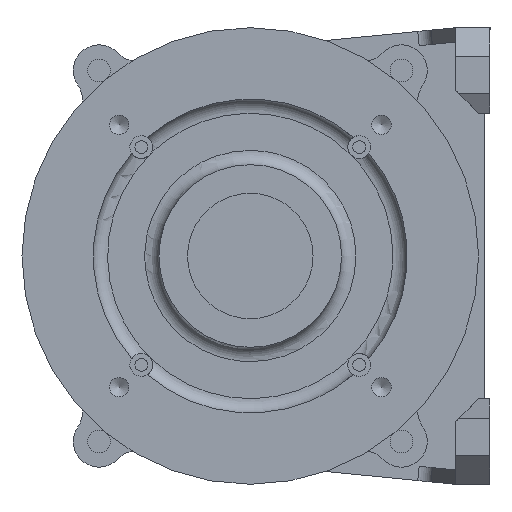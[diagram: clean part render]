
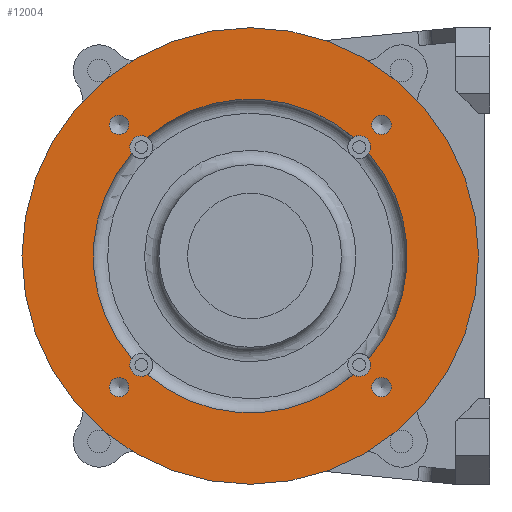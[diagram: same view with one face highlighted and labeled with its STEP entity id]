
A CAD part, left-side view. The second image highlights one B-rep face of the part: STEP entity #12004.
In plain terms, the highlighted planar face has unit normal (-1, 0, 0).
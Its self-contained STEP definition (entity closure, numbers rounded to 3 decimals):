
#155 = AXIS2_PLACEMENT_3D ( 'NONE', #19948, #2360, #9542 ) ;
#248 = AXIS2_PLACEMENT_3D ( 'NONE', #19329, #3469, #17605 ) ;
#359 = ORIENTED_EDGE ( 'NONE', *, *, #16984, .T. ) ;
#591 = AXIS2_PLACEMENT_3D ( 'NONE', #8983, #4113, #5741 ) ;
#702 = VERTEX_POINT ( 'NONE', #3056 ) ;
#810 = CARTESIAN_POINT ( 'NONE',  ( 0., 45.962, -45.962 ) ) ;
#1183 = AXIS2_PLACEMENT_3D ( 'NONE', #21256, #17908, #14523 ) ;
#1218 = CIRCLE ( 'NONE', #6035, 4. ) ;
#1322 = CARTESIAN_POINT ( 'NONE',  ( 0., -36.031, -41.555 ) ) ;
#1452 = CARTESIAN_POINT ( 'NONE',  ( 0., -45.962, 45.962 ) ) ;
#2208 = DIRECTION ( 'NONE',  ( 1., 0., 0. ) ) ;
#2360 = DIRECTION ( 'NONE',  ( -1., 0., 0. ) ) ;
#2410 = CARTESIAN_POINT ( 'NONE',  ( 0., 0., 0. ) ) ;
#2607 = ORIENTED_EDGE ( 'NONE', *, *, #4203, .F. ) ;
#2940 = VERTEX_POINT ( 'NONE', #11845 ) ;
#3056 = CARTESIAN_POINT ( 'NONE',  ( 0., -41.555, -36.031 ) ) ;
#3105 = DIRECTION ( 'NONE',  ( -1., 0., 0. ) ) ;
#3469 = DIRECTION ( 'NONE',  ( 1., 0., 0. ) ) ;
#3518 = CIRCLE ( 'NONE', #21618, 55. ) ;
#3526 = EDGE_CURVE ( 'NONE', #15514, #21526, #13129, .T. ) ;
#3549 = EDGE_CURVE ( 'NONE', #702, #17177, #3518, .T. ) ;
#3644 = FACE_BOUND ( 'NONE', #7140, .T. ) ;
#3653 = DIRECTION ( 'NONE',  ( 0., 0., 1. ) ) ;
#3759 = FACE_BOUND ( 'NONE', #11619, .T. ) ;
#3768 = CARTESIAN_POINT ( 'NONE',  ( 0., -38.184, 38.184 ) ) ;
#3871 = ORIENTED_EDGE ( 'NONE', *, *, #17859, .T. ) ;
#4113 = DIRECTION ( 'NONE',  ( -1., 0., 0. ) ) ;
#4203 = EDGE_CURVE ( 'NONE', #6867, #6867, #9365, .T. ) ;
#4204 = EDGE_LOOP ( 'NONE', ( #12695 ) ) ;
#4271 = EDGE_CURVE ( 'NONE', #10692, #10692, #10854, .T. ) ;
#4898 = CARTESIAN_POINT ( 'NONE',  ( 0., -45.962, 49.362 ) ) ;
#5020 = AXIS2_PLACEMENT_3D ( 'NONE', #20936, #21042, #17566 ) ;
#5282 = ORIENTED_EDGE ( 'NONE', *, *, #3549, .F. ) ;
#5344 = CARTESIAN_POINT ( 'NONE',  ( 0., 38.184, -38.184 ) ) ;
#5365 = CARTESIAN_POINT ( 'NONE',  ( 0., 45.962, -42.562 ) ) ;
#5507 = DIRECTION ( 'NONE',  ( 0., 0., -1. ) ) ;
#5741 = DIRECTION ( 'NONE',  ( 0., 0., -1. ) ) ;
#5745 = DIRECTION ( 'NONE',  ( 1., 0., 0. ) ) ;
#5747 = CIRCLE ( 'NONE', #248, 4. ) ;
#5893 = DIRECTION ( 'NONE',  ( -1., 0., 0. ) ) ;
#6035 = AXIS2_PLACEMENT_3D ( 'NONE', #3768, #5745, #3653 ) ;
#6097 = ORIENTED_EDGE ( 'NONE', *, *, #7529, .T. ) ;
#6341 = EDGE_CURVE ( 'NONE', #19030, #19030, #17888, .T. ) ;
#6582 = VERTEX_POINT ( 'NONE', #7584 ) ;
#6725 = AXIS2_PLACEMENT_3D ( 'NONE', #9624, #15179, #18655 ) ;
#6807 = ORIENTED_EDGE ( 'NONE', *, *, #4271, .F. ) ;
#6867 = VERTEX_POINT ( 'NONE', #4898 ) ;
#6977 = CARTESIAN_POINT ( 'NONE',  ( 0., 0., -80. ) ) ;
#7140 = EDGE_LOOP ( 'NONE', ( #2607 ) ) ;
#7486 = EDGE_CURVE ( 'NONE', #12193, #12193, #12410, .T. ) ;
#7529 = EDGE_CURVE ( 'NONE', #6582, #17177, #1218, .T. ) ;
#7584 = CARTESIAN_POINT ( 'NONE',  ( 0., -36.031, 41.555 ) ) ;
#8656 = EDGE_CURVE ( 'NONE', #702, #21977, #5747, .T. ) ;
#8886 = VERTEX_POINT ( 'NONE', #18250 ) ;
#8983 = CARTESIAN_POINT ( 'NONE',  ( 0., 0., 0. ) ) ;
#8992 = AXIS2_PLACEMENT_3D ( 'NONE', #5344, #2208, #17963 ) ;
#9324 = CARTESIAN_POINT ( 'NONE',  ( 0., 0., 0. ) ) ;
#9365 = CIRCLE ( 'NONE', #17125, 3.4 ) ;
#9542 = DIRECTION ( 'NONE',  ( 0., 0., 1. ) ) ;
#9624 = CARTESIAN_POINT ( 'NONE',  ( 0., 0., 0. ) ) ;
#10268 = CARTESIAN_POINT ( 'NONE',  ( 0., -41.555, 36.031 ) ) ;
#10277 = ORIENTED_EDGE ( 'NONE', *, *, #3526, .F. ) ;
#10489 = DIRECTION ( 'NONE',  ( -1., 0., 0. ) ) ;
#10692 = VERTEX_POINT ( 'NONE', #14152 ) ;
#10725 = FACE_BOUND ( 'NONE', #13768, .T. ) ;
#10839 = FACE_BOUND ( 'NONE', #16544, .T. ) ;
#10854 = CIRCLE ( 'NONE', #22667, 3.4 ) ;
#11542 = CIRCLE ( 'NONE', #6725, 55. ) ;
#11561 = CARTESIAN_POINT ( 'NONE',  ( 0., 38.184, 38.184 ) ) ;
#11619 = EDGE_LOOP ( 'NONE', ( #359, #15760, #6097, #5282, #16725, #19481, #3871, #10277 ) ) ;
#11845 = CARTESIAN_POINT ( 'NONE',  ( 0., 36.031, 41.555 ) ) ;
#12004 = ADVANCED_FACE ( 'NONE', ( #17784, #10839, #19410, #3759, #3644, #10725 ), #18018, .F. ) ;
#12193 = VERTEX_POINT ( 'NONE', #6977 ) ;
#12284 = CARTESIAN_POINT ( 'NONE',  ( 0., 41.555, 36.031 ) ) ;
#12410 = CIRCLE ( 'NONE', #5020, 80. ) ;
#12695 = ORIENTED_EDGE ( 'NONE', *, *, #7486, .F. ) ;
#12920 = EDGE_CURVE ( 'NONE', #6582, #2940, #11542, .T. ) ;
#13129 = CIRCLE ( 'NONE', #591, 55. ) ;
#13190 = DIRECTION ( 'NONE',  ( 0., 0., -1. ) ) ;
#13298 = EDGE_CURVE ( 'NONE', #8886, #21977, #14136, .T. ) ;
#13768 = EDGE_LOOP ( 'NONE', ( #15577 ) ) ;
#13805 = CIRCLE ( 'NONE', #155, 3.4 ) ;
#14052 = CARTESIAN_POINT ( 'NONE',  ( 0., 41.555, -36.031 ) ) ;
#14136 = CIRCLE ( 'NONE', #22240, 55. ) ;
#14152 = CARTESIAN_POINT ( 'NONE',  ( 0., 45.962, 49.362 ) ) ;
#14179 = DIRECTION ( 'NONE',  ( 0., 0., 1. ) ) ;
#14523 = DIRECTION ( 'NONE',  ( 0., 0., -1. ) ) ;
#14896 = DIRECTION ( 'NONE',  ( -1., 0., 0. ) ) ;
#15179 = DIRECTION ( 'NONE',  ( -1., 0., 0. ) ) ;
#15512 = CARTESIAN_POINT ( 'NONE',  ( 0., 45.962, 45.962 ) ) ;
#15514 = VERTEX_POINT ( 'NONE', #12284 ) ;
#15577 = ORIENTED_EDGE ( 'NONE', *, *, #6341, .F. ) ;
#15596 = DIRECTION ( 'NONE',  ( 0., 0., 1. ) ) ;
#15627 = CIRCLE ( 'NONE', #15983, 4. ) ;
#15678 = AXIS2_PLACEMENT_3D ( 'NONE', #810, #14896, #15596 ) ;
#15760 = ORIENTED_EDGE ( 'NONE', *, *, #12920, .F. ) ;
#15983 = AXIS2_PLACEMENT_3D ( 'NONE', #11561, #20821, #20593 ) ;
#16544 = EDGE_LOOP ( 'NONE', ( #6807 ) ) ;
#16725 = ORIENTED_EDGE ( 'NONE', *, *, #8656, .T. ) ;
#16984 = EDGE_CURVE ( 'NONE', #15514, #2940, #15627, .T. ) ;
#17125 = AXIS2_PLACEMENT_3D ( 'NONE', #1452, #10489, #14179 ) ;
#17177 = VERTEX_POINT ( 'NONE', #10268 ) ;
#17566 = DIRECTION ( 'NONE',  ( 0., 0., -1. ) ) ;
#17605 = DIRECTION ( 'NONE',  ( 0., 0., 1. ) ) ;
#17784 = FACE_BOUND ( 'NONE', #22018, .T. ) ;
#17787 = DIRECTION ( 'NONE',  ( -1., 0., 0. ) ) ;
#17859 = EDGE_CURVE ( 'NONE', #8886, #21526, #18595, .T. ) ;
#17888 = CIRCLE ( 'NONE', #15678, 3.4 ) ;
#17908 = DIRECTION ( 'NONE',  ( 1., 0., 0. ) ) ;
#17963 = DIRECTION ( 'NONE',  ( 0., 0., 1. ) ) ;
#18018 = PLANE ( 'NONE',  #1183 ) ;
#18250 = CARTESIAN_POINT ( 'NONE',  ( 0., 36.031, -41.555 ) ) ;
#18595 = CIRCLE ( 'NONE', #8992, 4. ) ;
#18655 = DIRECTION ( 'NONE',  ( 0., 0., -1. ) ) ;
#19030 = VERTEX_POINT ( 'NONE', #5365 ) ;
#19329 = CARTESIAN_POINT ( 'NONE',  ( 0., -38.184, -38.184 ) ) ;
#19403 = ORIENTED_EDGE ( 'NONE', *, *, #21748, .F. ) ;
#19410 = FACE_OUTER_BOUND ( 'NONE', #4204, .T. ) ;
#19481 = ORIENTED_EDGE ( 'NONE', *, *, #13298, .F. ) ;
#19948 = CARTESIAN_POINT ( 'NONE',  ( 0., -45.962, -45.962 ) ) ;
#20593 = DIRECTION ( 'NONE',  ( 0., 0., 1. ) ) ;
#20604 = DIRECTION ( 'NONE',  ( 0., 0., 1. ) ) ;
#20821 = DIRECTION ( 'NONE',  ( 1., 0., 0. ) ) ;
#20936 = CARTESIAN_POINT ( 'NONE',  ( 0., 0., 0. ) ) ;
#21042 = DIRECTION ( 'NONE',  ( 1., 0., 0. ) ) ;
#21256 = CARTESIAN_POINT ( 'NONE',  ( 0., -55., 0. ) ) ;
#21298 = VERTEX_POINT ( 'NONE', #22552 ) ;
#21526 = VERTEX_POINT ( 'NONE', #14052 ) ;
#21618 = AXIS2_PLACEMENT_3D ( 'NONE', #9324, #17787, #5507 ) ;
#21748 = EDGE_CURVE ( 'NONE', #21298, #21298, #13805, .T. ) ;
#21977 = VERTEX_POINT ( 'NONE', #1322 ) ;
#22018 = EDGE_LOOP ( 'NONE', ( #19403 ) ) ;
#22240 = AXIS2_PLACEMENT_3D ( 'NONE', #2410, #5893, #13190 ) ;
#22552 = CARTESIAN_POINT ( 'NONE',  ( 0., -45.962, -42.562 ) ) ;
#22667 = AXIS2_PLACEMENT_3D ( 'NONE', #15512, #3105, #20604 ) ;
